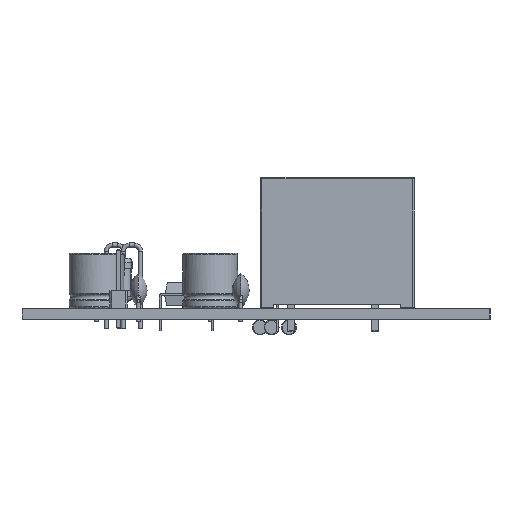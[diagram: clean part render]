
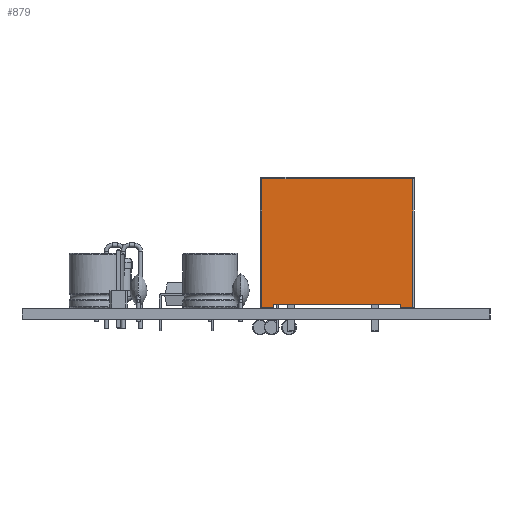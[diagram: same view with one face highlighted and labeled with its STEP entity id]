
A CAD part, left-side view. The second image highlights one B-rep face of the part: STEP entity #879.
In plain terms, the highlighted planar face has unit normal (-1, 0, 0).
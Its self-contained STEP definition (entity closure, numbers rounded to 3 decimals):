
#672 = VERTEX_POINT('',#673);
#673 = CARTESIAN_POINT('',(-8.25,2.3,18.85));
#680 = EDGE_CURVE('',#681,#672,#683,.T.);
#681 = VERTEX_POINT('',#682);
#682 = CARTESIAN_POINT('',(-8.25,-19.7,18.85));
#683 = LINE('',#684,#685);
#684 = CARTESIAN_POINT('',(-8.25,-19.7,18.85));
#685 = VECTOR('',#686,1.);
#686 = DIRECTION('',(0.,1.,0.));
#879 = ADVANCED_FACE('',(#880),#937,.T.);
#880 = FACE_BOUND('',#881,.T.);
#881 = EDGE_LOOP('',(#882,#890,#898,#906,#914,#922,#930,#936));
#882 = ORIENTED_EDGE('',*,*,#883,.F.);
#883 = EDGE_CURVE('',#884,#672,#886,.T.);
#884 = VERTEX_POINT('',#885);
#885 = CARTESIAN_POINT('',(-8.25,2.3,0.1));
#886 = LINE('',#887,#888);
#887 = CARTESIAN_POINT('',(-8.25,2.3,0.1));
#888 = VECTOR('',#889,1.);
#889 = DIRECTION('',(0.,0.,1.));
#890 = ORIENTED_EDGE('',*,*,#891,.F.);
#891 = EDGE_CURVE('',#892,#884,#894,.T.);
#892 = VERTEX_POINT('',#893);
#893 = CARTESIAN_POINT('',(-8.25,0.55,0.1));
#894 = LINE('',#895,#896);
#895 = CARTESIAN_POINT('',(-8.25,-19.95,0.1));
#896 = VECTOR('',#897,1.);
#897 = DIRECTION('',(0.,1.,0.));
#898 = ORIENTED_EDGE('',*,*,#899,.T.);
#899 = EDGE_CURVE('',#892,#900,#902,.T.);
#900 = VERTEX_POINT('',#901);
#901 = CARTESIAN_POINT('',(-8.25,0.55,0.6));
#902 = LINE('',#903,#904);
#903 = CARTESIAN_POINT('',(-8.25,0.55,0.1));
#904 = VECTOR('',#905,1.);
#905 = DIRECTION('',(0.,0.,1.));
#906 = ORIENTED_EDGE('',*,*,#907,.F.);
#907 = EDGE_CURVE('',#908,#900,#910,.T.);
#908 = VERTEX_POINT('',#909);
#909 = CARTESIAN_POINT('',(-8.25,-17.95,0.6));
#910 = LINE('',#911,#912);
#911 = CARTESIAN_POINT('',(-8.25,-17.95,0.6));
#912 = VECTOR('',#913,1.);
#913 = DIRECTION('',(0.,1.,0.));
#914 = ORIENTED_EDGE('',*,*,#915,.F.);
#915 = EDGE_CURVE('',#916,#908,#918,.T.);
#916 = VERTEX_POINT('',#917);
#917 = CARTESIAN_POINT('',(-8.25,-17.95,0.1));
#918 = LINE('',#919,#920);
#919 = CARTESIAN_POINT('',(-8.25,-17.95,0.1));
#920 = VECTOR('',#921,1.);
#921 = DIRECTION('',(0.,0.,1.));
#922 = ORIENTED_EDGE('',*,*,#923,.F.);
#923 = EDGE_CURVE('',#924,#916,#926,.T.);
#924 = VERTEX_POINT('',#925);
#925 = CARTESIAN_POINT('',(-8.25,-19.7,0.1));
#926 = LINE('',#927,#928);
#927 = CARTESIAN_POINT('',(-8.25,-19.95,0.1));
#928 = VECTOR('',#929,1.);
#929 = DIRECTION('',(0.,1.,0.));
#930 = ORIENTED_EDGE('',*,*,#931,.T.);
#931 = EDGE_CURVE('',#924,#681,#932,.T.);
#932 = LINE('',#933,#934);
#933 = CARTESIAN_POINT('',(-8.25,-19.7,0.1));
#934 = VECTOR('',#935,1.);
#935 = DIRECTION('',(0.,0.,1.));
#936 = ORIENTED_EDGE('',*,*,#680,.T.);
#937 = PLANE('',#938);
#938 = AXIS2_PLACEMENT_3D('',#939,#940,#941);
#939 = CARTESIAN_POINT('',(-8.25,-19.95,0.1));
#940 = DIRECTION('',(-1.,0.,0.));
#941 = DIRECTION('',(0.,1.,0.));
